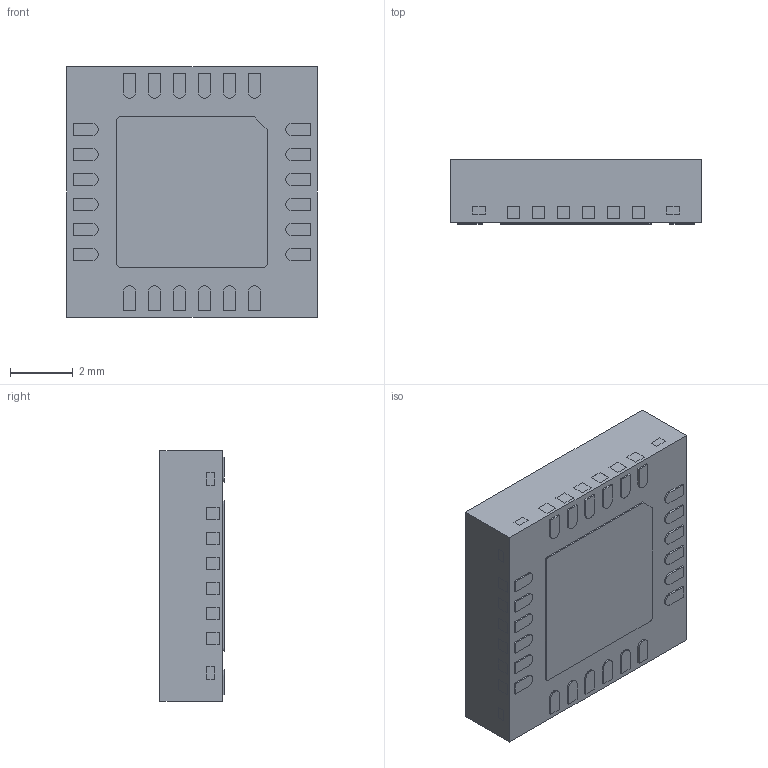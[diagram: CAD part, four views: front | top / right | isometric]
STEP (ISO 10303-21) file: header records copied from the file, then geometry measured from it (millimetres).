
FILE_DESCRIPTION (( 'STEP AP214' ), '1' );
FILE_NAME ('User Library-PQFN 24.STEP', '2015-10-15T18:06:39', ( 'Windows User' ), ( '' ), 'SwSTEP 2.0', 'SolidWorks 2015', '' );
FILE_SCHEMA (( 'AUTOMOTIVE_DESIGN' ));
Length unit declared in the file: millimetre
Products named in the file (1): User Library-PQFN 24
Bounding box: 8 x 2.05 x 8 mm (x, y, z)
Volume: 129.5 mm3; surface area: 195.7 mm2
Topology: 1 solids, 1 shells, 388 faces, 957 edges, 638 vertices
Faces by surface type: plane 331, cylinder 35, bspline 22
Entity records: 12781 total; most frequent: CARTESIAN_POINT 3462, ORIENTED_EDGE 1914, DIRECTION 1717, EDGE_CURVE 957, LINE 843, VECTOR 843, VERTEX_POINT 638, EDGE_LOOP 455
